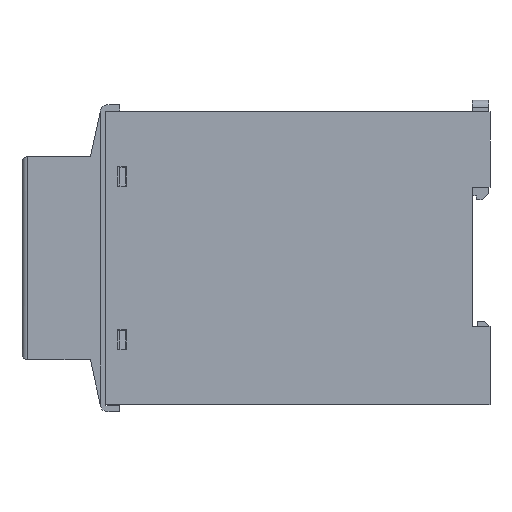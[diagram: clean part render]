
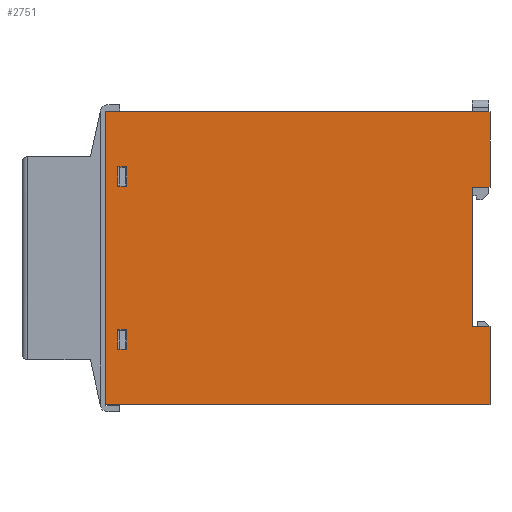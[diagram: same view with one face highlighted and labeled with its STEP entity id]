
A CAD part, front view. The second image highlights one B-rep face of the part: STEP entity #2751.
In plain terms, the highlighted planar face has unit normal (0, -1, 0).
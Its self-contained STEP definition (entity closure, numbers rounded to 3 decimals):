
#50 = DIRECTION ( 'NONE',  ( -1., 0., 0. ) ) ;
#176 = DIRECTION ( 'NONE',  ( -1., 0., 0. ) ) ;
#190 = EDGE_CURVE ( 'NONE', #389, #11233, #2248, .T. ) ;
#303 = LINE ( 'NONE', #11468, #4482 ) ;
#362 = CARTESIAN_POINT ( 'NONE',  ( 51.4, -13., 18.2 ) ) ;
#389 = VERTEX_POINT ( 'NONE', #9257 ) ;
#494 = VECTOR ( 'NONE', #11393, 1000. ) ;
#507 = EDGE_LOOP ( 'NONE', ( #11937, #9726, #9389, #10917 ) ) ;
#577 = VERTEX_POINT ( 'NONE', #4070 ) ;
#788 = EDGE_CURVE ( 'NONE', #7002, #3926, #5750, .T. ) ;
#792 = DIRECTION ( 'NONE',  ( 0., 0., -1. ) ) ;
#919 = VERTEX_POINT ( 'NONE', #3063 ) ;
#1061 = CARTESIAN_POINT ( 'NONE',  ( -43.9, -13., 18.4 ) ) ;
#1103 = CARTESIAN_POINT ( 'NONE',  ( 51.4, -13., -37.5 ) ) ;
#1178 = ORIENTED_EDGE ( 'NONE', *, *, #8488, .F. ) ;
#1371 = EDGE_CURVE ( 'NONE', #8651, #6944, #3965, .T. ) ;
#1382 = EDGE_CURVE ( 'NONE', #919, #9696, #303, .T. ) ;
#1419 = AXIS2_PLACEMENT_3D ( 'NONE', #1835, #10135, #6363 ) ;
#1557 = VECTOR ( 'NONE', #176, 1000. ) ;
#1560 = VERTEX_POINT ( 'NONE', #10738 ) ;
#1610 = LINE ( 'NONE', #8080, #3760 ) ;
#1630 = ORIENTED_EDGE ( 'NONE', *, *, #7643, .T. ) ;
#1718 = ORIENTED_EDGE ( 'NONE', *, *, #190, .T. ) ;
#1835 = CARTESIAN_POINT ( 'NONE',  ( 0., -13., 0. ) ) ;
#1918 = DIRECTION ( 'NONE',  ( 0., 0., 1. ) ) ;
#1953 = VECTOR ( 'NONE', #11919, 1000. ) ;
#2248 = LINE ( 'NONE', #9692, #5285 ) ;
#2305 = VECTOR ( 'NONE', #3340, 1000. ) ;
#2629 = FACE_BOUND ( 'NONE', #4868, .T. ) ;
#2751 = ADVANCED_FACE ( 'NONE', ( #2629, #10195, #9281 ), #6480, .T. ) ;
#2817 = CARTESIAN_POINT ( 'NONE',  ( 51.4, -13., 37.5 ) ) ;
#2881 = DIRECTION ( 'NONE',  ( 1., 0., 0. ) ) ;
#2908 = CARTESIAN_POINT ( 'NONE',  ( -41.6, -13., 18.4 ) ) ;
#3063 = CARTESIAN_POINT ( 'NONE',  ( -43.9, -13., -23.3 ) ) ;
#3083 = ORIENTED_EDGE ( 'NONE', *, *, #4697, .F. ) ;
#3192 = CARTESIAN_POINT ( 'NONE',  ( -41.6, -13., 18.4 ) ) ;
#3252 = CARTESIAN_POINT ( 'NONE',  ( -43.9, -13., 23.5 ) ) ;
#3340 = DIRECTION ( 'NONE',  ( 0., 0., 1. ) ) ;
#3380 = CARTESIAN_POINT ( 'NONE',  ( -41.6, -13., 23.5 ) ) ;
#3424 = ORIENTED_EDGE ( 'NONE', *, *, #4109, .F. ) ;
#3508 = CARTESIAN_POINT ( 'NONE',  ( -43.9, -13., 18.4 ) ) ;
#3524 = VECTOR ( 'NONE', #10512, 1000. ) ;
#3760 = VECTOR ( 'NONE', #11016, 1000. ) ;
#3835 = LINE ( 'NONE', #6820, #494 ) ;
#3926 = VERTEX_POINT ( 'NONE', #3380 ) ;
#3965 = LINE ( 'NONE', #362, #1557 ) ;
#4070 = CARTESIAN_POINT ( 'NONE',  ( -46.9, -13., -37.5 ) ) ;
#4109 = EDGE_CURVE ( 'NONE', #5025, #4711, #4950, .T. ) ;
#4431 = CARTESIAN_POINT ( 'NONE',  ( 46.9, -13., -17.5 ) ) ;
#4458 = VECTOR ( 'NONE', #11479, 1000. ) ;
#4463 = LINE ( 'NONE', #8188, #1953 ) ;
#4482 = VECTOR ( 'NONE', #6044, 1000. ) ;
#4586 = CARTESIAN_POINT ( 'NONE',  ( -46.9, -13., -37.5 ) ) ;
#4645 = LINE ( 'NONE', #2817, #4789 ) ;
#4694 = CARTESIAN_POINT ( 'NONE',  ( 51.4, -13., -17.5 ) ) ;
#4697 = EDGE_CURVE ( 'NONE', #577, #11452, #9752, .T. ) ;
#4711 = VERTEX_POINT ( 'NONE', #11648 ) ;
#4789 = VECTOR ( 'NONE', #10391, 1000. ) ;
#4821 = VERTEX_POINT ( 'NONE', #4431 ) ;
#4868 = EDGE_LOOP ( 'NONE', ( #5577, #10020, #1718, #7545 ) ) ;
#4950 = LINE ( 'NONE', #1103, #4458 ) ;
#5025 = VERTEX_POINT ( 'NONE', #9852 ) ;
#5285 = VECTOR ( 'NONE', #10376, 1000. ) ;
#5446 = DIRECTION ( 'NONE',  ( -1., 0., 0. ) ) ;
#5571 = VECTOR ( 'NONE', #7575, 1000. ) ;
#5577 = ORIENTED_EDGE ( 'NONE', *, *, #1382, .T. ) ;
#5601 = EDGE_CURVE ( 'NONE', #9299, #7865, #7152, .T. ) ;
#5678 = EDGE_CURVE ( 'NONE', #11452, #1560, #4463, .T. ) ;
#5750 = LINE ( 'NONE', #7581, #8575 ) ;
#5884 = EDGE_CURVE ( 'NONE', #3926, #9299, #6792, .T. ) ;
#6044 = DIRECTION ( 'NONE',  ( 0., 0., 1. ) ) ;
#6363 = DIRECTION ( 'NONE',  ( 0., 0., -1. ) ) ;
#6480 = PLANE ( 'NONE',  #1419 ) ;
#6705 = ORIENTED_EDGE ( 'NONE', *, *, #1371, .F. ) ;
#6792 = LINE ( 'NONE', #3192, #3524 ) ;
#6820 = CARTESIAN_POINT ( 'NONE',  ( -43.9, -13., -18.2 ) ) ;
#6944 = VERTEX_POINT ( 'NONE', #10277 ) ;
#7002 = VERTEX_POINT ( 'NONE', #3252 ) ;
#7152 = LINE ( 'NONE', #9039, #8190 ) ;
#7545 = ORIENTED_EDGE ( 'NONE', *, *, #7959, .T. ) ;
#7575 = DIRECTION ( 'NONE',  ( -1., 0., 0. ) ) ;
#7581 = CARTESIAN_POINT ( 'NONE',  ( -43.9, -13., 23.5 ) ) ;
#7643 = EDGE_CURVE ( 'NONE', #5025, #4821, #8295, .T. ) ;
#7738 = CARTESIAN_POINT ( 'NONE',  ( -43.9, -13., -18.2 ) ) ;
#7865 = VERTEX_POINT ( 'NONE', #3508 ) ;
#7959 = EDGE_CURVE ( 'NONE', #11233, #919, #1610, .T. ) ;
#8080 = CARTESIAN_POINT ( 'NONE',  ( -43.9, -13., -23.3 ) ) ;
#8097 = CARTESIAN_POINT ( 'NONE',  ( -46.9, -13., 37.5 ) ) ;
#8188 = CARTESIAN_POINT ( 'NONE',  ( -46.9, -13., 37.5 ) ) ;
#8190 = VECTOR ( 'NONE', #5446, 1000. ) ;
#8295 = LINE ( 'NONE', #4694, #9407 ) ;
#8426 = EDGE_CURVE ( 'NONE', #1560, #8651, #4645, .T. ) ;
#8488 = EDGE_CURVE ( 'NONE', #4711, #577, #10450, .T. ) ;
#8570 = LINE ( 'NONE', #1061, #10010 ) ;
#8575 = VECTOR ( 'NONE', #2881, 1000. ) ;
#8644 = EDGE_LOOP ( 'NONE', ( #10300, #6705, #10585, #8686, #3083, #1178, #3424, #1630 ) ) ;
#8651 = VERTEX_POINT ( 'NONE', #9583 ) ;
#8686 = ORIENTED_EDGE ( 'NONE', *, *, #5678, .F. ) ;
#8692 = VECTOR ( 'NONE', #792, 1000. ) ;
#8767 = EDGE_CURVE ( 'NONE', #6944, #4821, #9150, .T. ) ;
#9027 = CARTESIAN_POINT ( 'NONE',  ( 46.9, -13., 37.5 ) ) ;
#9039 = CARTESIAN_POINT ( 'NONE',  ( -43.9, -13., 18.4 ) ) ;
#9150 = LINE ( 'NONE', #9027, #8692 ) ;
#9257 = CARTESIAN_POINT ( 'NONE',  ( -41.6, -13., -18.2 ) ) ;
#9281 = FACE_OUTER_BOUND ( 'NONE', #8644, .T. ) ;
#9299 = VERTEX_POINT ( 'NONE', #2908 ) ;
#9389 = ORIENTED_EDGE ( 'NONE', *, *, #5884, .T. ) ;
#9407 = VECTOR ( 'NONE', #50, 1000. ) ;
#9583 = CARTESIAN_POINT ( 'NONE',  ( 51.4, -13., 18.2 ) ) ;
#9620 = EDGE_CURVE ( 'NONE', #9696, #389, #3835, .T. ) ;
#9692 = CARTESIAN_POINT ( 'NONE',  ( -41.6, -13., -23.3 ) ) ;
#9696 = VERTEX_POINT ( 'NONE', #7738 ) ;
#9726 = ORIENTED_EDGE ( 'NONE', *, *, #788, .T. ) ;
#9752 = LINE ( 'NONE', #8097, #2305 ) ;
#9852 = CARTESIAN_POINT ( 'NONE',  ( 51.4, -13., -17.5 ) ) ;
#10010 = VECTOR ( 'NONE', #1918, 1000. ) ;
#10020 = ORIENTED_EDGE ( 'NONE', *, *, #9620, .T. ) ;
#10085 = EDGE_CURVE ( 'NONE', #7865, #7002, #8570, .T. ) ;
#10135 = DIRECTION ( 'NONE',  ( 0., -1., 0. ) ) ;
#10195 = FACE_BOUND ( 'NONE', #507, .T. ) ;
#10277 = CARTESIAN_POINT ( 'NONE',  ( 46.9, -13., 18.2 ) ) ;
#10300 = ORIENTED_EDGE ( 'NONE', *, *, #8767, .F. ) ;
#10347 = CARTESIAN_POINT ( 'NONE',  ( -41.6, -13., -23.3 ) ) ;
#10376 = DIRECTION ( 'NONE',  ( 0., 0., -1. ) ) ;
#10391 = DIRECTION ( 'NONE',  ( 0., 0., -1. ) ) ;
#10450 = LINE ( 'NONE', #4586, #5571 ) ;
#10512 = DIRECTION ( 'NONE',  ( 0., 0., -1. ) ) ;
#10585 = ORIENTED_EDGE ( 'NONE', *, *, #8426, .F. ) ;
#10738 = CARTESIAN_POINT ( 'NONE',  ( 51.4, -13., 37.5 ) ) ;
#10917 = ORIENTED_EDGE ( 'NONE', *, *, #5601, .T. ) ;
#11016 = DIRECTION ( 'NONE',  ( -1., 0., 0. ) ) ;
#11233 = VERTEX_POINT ( 'NONE', #10347 ) ;
#11393 = DIRECTION ( 'NONE',  ( 1., 0., 0. ) ) ;
#11452 = VERTEX_POINT ( 'NONE', #11745 ) ;
#11468 = CARTESIAN_POINT ( 'NONE',  ( -43.9, -13., -23.3 ) ) ;
#11479 = DIRECTION ( 'NONE',  ( 0., 0., -1. ) ) ;
#11648 = CARTESIAN_POINT ( 'NONE',  ( 51.4, -13., -37.5 ) ) ;
#11745 = CARTESIAN_POINT ( 'NONE',  ( -46.9, -13., 37.5 ) ) ;
#11919 = DIRECTION ( 'NONE',  ( 1., 0., 0. ) ) ;
#11937 = ORIENTED_EDGE ( 'NONE', *, *, #10085, .T. ) ;
